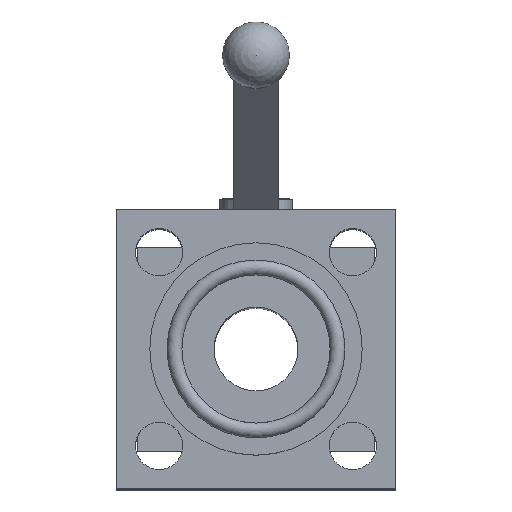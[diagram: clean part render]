
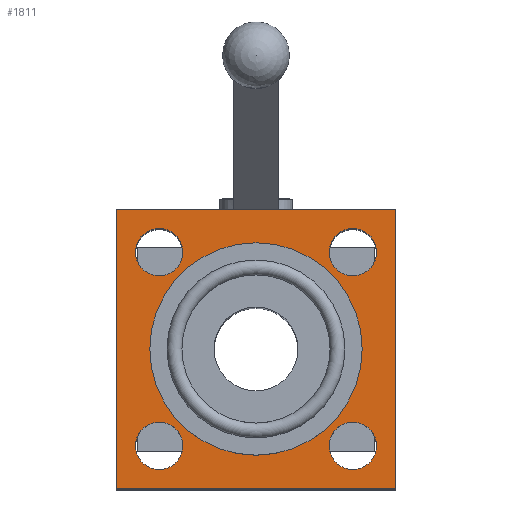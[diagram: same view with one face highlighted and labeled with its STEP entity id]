
A CAD part, top view. The second image highlights one B-rep face of the part: STEP entity #1811.
In plain terms, the highlighted planar face has unit normal (0, 0, 1).
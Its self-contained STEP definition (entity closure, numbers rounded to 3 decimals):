
#71=LINE('',#2464,#189);
#75=LINE('',#2473,#193);
#78=LINE('',#2479,#196);
#81=LINE('',#2505,#199);
#189=VECTOR('',#2096,1000.);
#193=VECTOR('',#2102,1000.);
#196=VECTOR('',#2107,1000.);
#199=VECTOR('',#2136,1000.);
#371=ORIENTED_EDGE('',*,*,#643,.T.);
#372=ORIENTED_EDGE('',*,*,#665,.F.);
#373=ORIENTED_EDGE('',*,*,#663,.F.);
#374=ORIENTED_EDGE('',*,*,#661,.F.);
#375=ORIENTED_EDGE('',*,*,#659,.F.);
#376=ORIENTED_EDGE('',*,*,#648,.T.);
#377=ORIENTED_EDGE('',*,*,#652,.T.);
#378=ORIENTED_EDGE('',*,*,#655,.T.);
#379=ORIENTED_EDGE('',*,*,#666,.T.);
#643=EDGE_CURVE('',#804,#804,#893,.F.);
#648=EDGE_CURVE('',#809,#810,#71,.T.);
#652=EDGE_CURVE('',#810,#813,#75,.T.);
#655=EDGE_CURVE('',#813,#815,#78,.T.);
#659=EDGE_CURVE('',#818,#818,#899,.T.);
#661=EDGE_CURVE('',#820,#820,#901,.T.);
#663=EDGE_CURVE('',#822,#822,#903,.T.);
#665=EDGE_CURVE('',#824,#824,#905,.T.);
#666=EDGE_CURVE('',#815,#809,#81,.T.);
#804=VERTEX_POINT('',#2447);
#809=VERTEX_POINT('',#2465);
#810=VERTEX_POINT('',#2466);
#813=VERTEX_POINT('',#2474);
#815=VERTEX_POINT('',#2480);
#818=VERTEX_POINT('',#2488);
#820=VERTEX_POINT('',#2493);
#822=VERTEX_POINT('',#2498);
#824=VERTEX_POINT('',#2503);
#893=CIRCLE('',#1892,38.);
#899=CIRCLE('',#1909,8.5);
#901=CIRCLE('',#1912,8.5);
#903=CIRCLE('',#1915,8.5);
#905=CIRCLE('',#1918,8.5);
#976=EDGE_LOOP('',(#371));
#977=EDGE_LOOP('',(#372));
#978=EDGE_LOOP('',(#373));
#979=EDGE_LOOP('',(#374));
#980=EDGE_LOOP('',(#375));
#981=EDGE_LOOP('',(#376,#377,#378,#379));
#1104=FACE_BOUND('',#976,.T.);
#1105=FACE_BOUND('',#977,.T.);
#1106=FACE_BOUND('',#978,.T.);
#1107=FACE_BOUND('',#979,.T.);
#1108=FACE_BOUND('',#980,.T.);
#1109=FACE_BOUND('',#981,.T.);
#1192=PLANE('',#1921);
#1811=ADVANCED_FACE('',(#1104,#1105,#1106,#1107,#1108,#1109),#1192,.T.);
#1892=AXIS2_PLACEMENT_3D('',#2446,#2070,#2071);
#1909=AXIS2_PLACEMENT_3D('',#2487,#2114,#2115);
#1912=AXIS2_PLACEMENT_3D('',#2492,#2120,#2121);
#1915=AXIS2_PLACEMENT_3D('',#2497,#2126,#2127);
#1918=AXIS2_PLACEMENT_3D('',#2502,#2132,#2133);
#1921=AXIS2_PLACEMENT_3D('',#2508,#2140,#2141);
#2070=DIRECTION('',(0.,0.,1.));
#2071=DIRECTION('',(1.,0.,0.));
#2096=DIRECTION('',(0.,-1.,0.));
#2102=DIRECTION('',(1.,0.,0.));
#2107=DIRECTION('',(0.,1.,0.));
#2114=DIRECTION('',(0.,0.,1.));
#2115=DIRECTION('',(1.,0.,0.));
#2120=DIRECTION('',(0.,0.,1.));
#2121=DIRECTION('',(1.,0.,0.));
#2126=DIRECTION('',(0.,0.,1.));
#2127=DIRECTION('',(1.,0.,0.));
#2132=DIRECTION('',(0.,0.,1.));
#2133=DIRECTION('',(1.,0.,0.));
#2136=DIRECTION('',(-1.,0.,0.));
#2140=DIRECTION('',(0.,0.,1.));
#2141=DIRECTION('',(1.,0.,0.));
#2446=CARTESIAN_POINT('',(0.,0.,-5.48));
#2447=CARTESIAN_POINT('',(38.,0.,-5.48));
#2464=CARTESIAN_POINT('',(-50.,50.,-5.48));
#2465=CARTESIAN_POINT('',(-50.,50.,-5.48));
#2466=CARTESIAN_POINT('',(-50.,-50.,-5.48));
#2473=CARTESIAN_POINT('',(-50.,-50.,-5.48));
#2474=CARTESIAN_POINT('',(50.,-50.,-5.48));
#2479=CARTESIAN_POINT('',(50.,-50.,-5.48));
#2480=CARTESIAN_POINT('',(50.,50.,-5.48));
#2487=CARTESIAN_POINT('',(34.648,34.648,-5.48));
#2488=CARTESIAN_POINT('',(43.148,34.648,-5.48));
#2492=CARTESIAN_POINT('',(34.648,-34.648,-5.48));
#2493=CARTESIAN_POINT('',(43.148,-34.648,-5.48));
#2497=CARTESIAN_POINT('',(-34.648,34.648,-5.48));
#2498=CARTESIAN_POINT('',(-26.148,34.648,-5.48));
#2502=CARTESIAN_POINT('',(-34.648,-34.648,-5.48));
#2503=CARTESIAN_POINT('',(-26.148,-34.648,-5.48));
#2505=CARTESIAN_POINT('',(50.,50.,-5.48));
#2508=CARTESIAN_POINT('',(0.,0.,-5.48));
